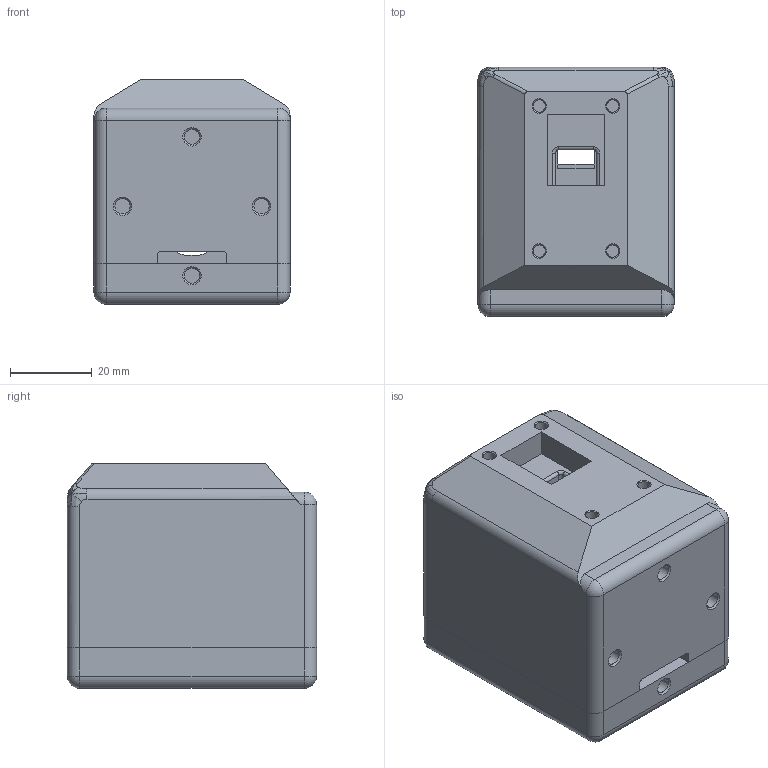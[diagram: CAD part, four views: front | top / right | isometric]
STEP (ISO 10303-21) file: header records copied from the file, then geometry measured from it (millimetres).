
FILE_DESCRIPTION(/* description */ (''),/* implementation_level */ '2;1');
FILE_NAME(/* name */ 'корпус.stp',/* time_stamp */ '2023-02-19T00:31:45+03:00',/* author */ ('Tasya'),/* organization */ (''),/* preprocessor_version */ 'ST-DEVELOPER v18.1',/* originating_system */ 'Autodesk Inventor 2021',/* authorisation */ '');
FILE_SCHEMA (('AUTOMOTIVE_DESIGN { 1 0 10303 214 3 1 1 }'));
Length unit declared in the file: millimetre
Products named in the file (1): корпус
Bounding box: 48 x 61 x 55 mm (x, y, z)
Volume: 66730.8 mm3; surface area: 30191.4 mm2
Topology: 2 solids, 2 shells, 292 faces, 751 edges, 482 vertices
Faces by surface type: plane 113, cylinder 79, bspline 56, cone 16, torus 16, sphere 12
Full cylindrical faces by diameter (mm): 3 x4, 3.4 x4, 3.7 x8
Entity records: 11214 total; most frequent: CARTESIAN_POINT 4237, ORIENTED_EDGE 1494, DIRECTION 1349, EDGE_CURVE 747, VERTEX_POINT 482, AXIS2_PLACEMENT_3D 481, LINE 387, VECTOR 387
